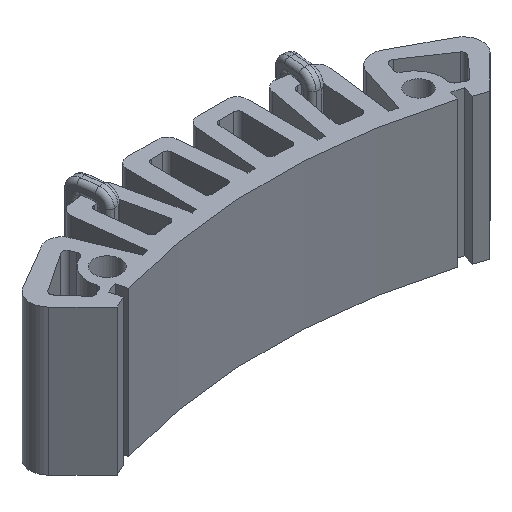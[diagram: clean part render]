
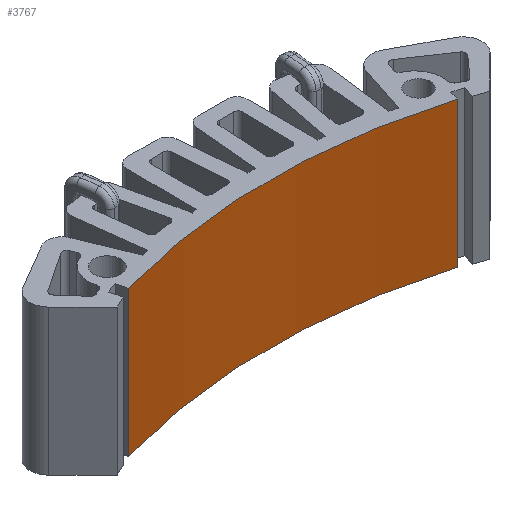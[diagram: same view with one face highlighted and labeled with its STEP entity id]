
A CAD part, isometric view. The second image highlights one B-rep face of the part: STEP entity #3767.
In plain terms, the highlighted cylindrical face has radius 256 mm (diameter 512 mm), a partial arc.
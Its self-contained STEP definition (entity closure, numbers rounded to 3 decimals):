
#311=FACE_OUTER_BOUND('',#545,.T.);
#545=EDGE_LOOP('',(#3123,#3124,#3125,#3126));
#872=LINE('',#6376,#1192);
#873=LINE('',#6380,#1193);
#1192=VECTOR('',#5190,65.);
#1193=VECTOR('',#5195,65.);
#1408=CIRCLE('',#4103,256.);
#1424=CIRCLE('',#4159,256.);
#1717=VERTEX_POINT('',#6210);
#1718=VERTEX_POINT('',#6212);
#1760=VERTEX_POINT('',#6374);
#1761=VERTEX_POINT('',#6378);
#2169=EDGE_CURVE('',#1717,#1718,#1408,.T.);
#2251=EDGE_CURVE('',#1717,#1760,#872,.T.);
#2252=EDGE_CURVE('',#1761,#1760,#1424,.T.);
#2253=EDGE_CURVE('',#1718,#1761,#873,.T.);
#3123=ORIENTED_EDGE('',*,*,#2251,.T.);
#3124=ORIENTED_EDGE('',*,*,#2252,.F.);
#3125=ORIENTED_EDGE('',*,*,#2253,.F.);
#3126=ORIENTED_EDGE('',*,*,#2169,.F.);
#3580=CYLINDRICAL_SURFACE('',#4158,256.);
#3767=ADVANCED_FACE('',(#311),#3580,.F.);
#4103=AXIS2_PLACEMENT_3D('',#6213,#5014,#5015);
#4158=AXIS2_PLACEMENT_3D('',#6377,#5191,#5192);
#4159=AXIS2_PLACEMENT_3D('',#6379,#5193,#5194);
#5014=DIRECTION('center_axis',(0.,0.,1.));
#5015=DIRECTION('ref_axis',(-0.287,-0.958,0.));
#5190=DIRECTION('',(0.,0.,1.));
#5191=DIRECTION('center_axis',(0.,0.,1.));
#5192=DIRECTION('ref_axis',(-0.287,-0.958,0.));
#5193=DIRECTION('center_axis',(0.,0.,-1.));
#5194=DIRECTION('ref_axis',(-0.287,-0.958,0.));
#5195=DIRECTION('',(0.,0.,1.));
#6210=CARTESIAN_POINT('',(73.18,-15.594,-32.5));
#6212=CARTESIAN_POINT('',(-73.406,-15.433,-32.5));
#6213=CARTESIAN_POINT('Origin',(-0.383,-260.797,-32.5));
#6374=CARTESIAN_POINT('',(73.18,-15.594,32.5));
#6376=CARTESIAN_POINT('',(73.18,-15.594,0.));
#6377=CARTESIAN_POINT('Origin',(-0.383,-260.797,0.));
#6378=CARTESIAN_POINT('',(-73.406,-15.433,32.5));
#6379=CARTESIAN_POINT('Origin',(-0.383,-260.797,32.5));
#6380=CARTESIAN_POINT('',(-73.406,-15.433,0.));
